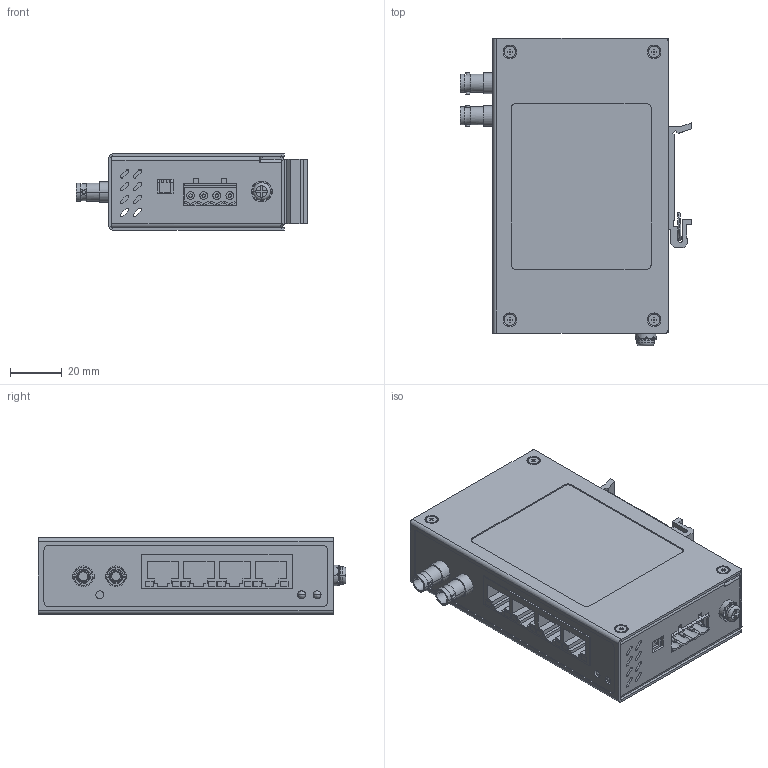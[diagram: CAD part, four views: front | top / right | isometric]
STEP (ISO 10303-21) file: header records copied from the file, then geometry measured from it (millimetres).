
FILE_DESCRIPTION((''),'2;1');
FILE_NAME('OPAL5-1ST-4T_ASM','2023-07-13T17:33:00',('wangzixiong'),(''),'CREO PARAMETRIC BY PTC INC, 2021023','CREO PARAMETRIC BY PTC INC, 2021023','');
FILE_SCHEMA(('AUTOMOTIVE_DESIGN { 1 0 10303 214 1 1 1 1 }'));
Length unit declared in the file: millimetre
Products named in the file (27): PRT0135__1; PRT0136__1; PRT0138__1; PRT0139__1; PRT0140__1; ASM0018_ASASM_ASM_ASM__ASM_1_AS_ASM; ASM0017_ASM_ASM_ASM_ASM__ASM_1__ASM; ASM_ASM_ASM__ASM_1_ASM_ASM; ASM0015_ASSM_ASM_ASM__ASM_1_ASM_ASM; ASM0014_ASM_SM_ASM__ASM_1_ASM_ASM; OPAL5JIUJ_ASM_ASM_ASM_ASM___ASM_ASM; PRT0074__1; ASM0016_ASM_ASM_ASM_ASM_ASM__AS_ASM; PRT0075__1; ASM0015_ASM_ASM_ASM_ASM_ASM__AS_ASM; ASM0014_ASM_ASM_ASM_ASM_ASM__AS_ASM; ASM0014_ASM_ASM_ASM_ASM__ASM_1__ASM; OPAL5_ASM_ASM_ASM_ASM_ASM__ASM__ASM; 25X5__1; ST_TOU; M40001; M40003; M40004; M40002_ASM; 0; M3-6LUODING_1__1; OPAL5-1ST-4T_ASM
Assembly tree (36 placements, depth 10):
  OPAL5-1ST-4T_ASM
    OPAL5_ASM_ASM_ASM_ASM_ASM__ASM__ASM
      ASM0014_ASM_ASM_ASM_ASM__ASM_1__ASM
        OPAL5JIUJ_ASM_ASM_ASM_ASM___ASM_ASM
          ASM0014_ASM_SM_ASM__ASM_1_ASM_ASM
            ASM0015_ASSM_ASM_ASM__ASM_1_ASM_ASM
              ASM_ASM_ASM__ASM_1_ASM_ASM
                PRT0135__1
                PRT0136__1
                ASM0017_ASM_ASM_ASM_ASM__ASM_1__ASM
                  ASM0018_ASASM_ASM_ASM__ASM_1_AS_ASM
        ASM0014_ASM_ASM_ASM_ASM_ASM__AS_ASM
          ASM0015_ASM_ASM_ASM_ASM_ASM__AS_ASM
            ASM0016_ASM_ASM_ASM_ASM_ASM__AS_ASM
              PRT0074__1
            PRT0075__1
    25X5__1  x8
    ST_TOU  x2
    M40001
    M40002_ASM
      M40003
      M40004
    0  x2
    M3-6LUODING_1__1  x2
Bounding box: 90.05 x 119.45 x 29.6 mm (x, y, z)
Volume: 46154.8 mm3; surface area: 80035.6 mm2
Topology: 24 solids, 24 shells, 1417 faces, 3808 edges, 2482 vertices
Faces by surface type: plane 711, cylinder 522, bspline 68, torus 54, cone 42, extrusion 16, sphere 4
Entity records: 39855 total; most frequent: CARTESIAN_POINT 9049, DIRECTION 5785, ORIENTED_EDGE 5706, EDGE_CURVE 2853, AXIS2_PLACEMENT_3D 1964, VERTEX_POINT 1862, VECTOR 1857, LINE 1841
